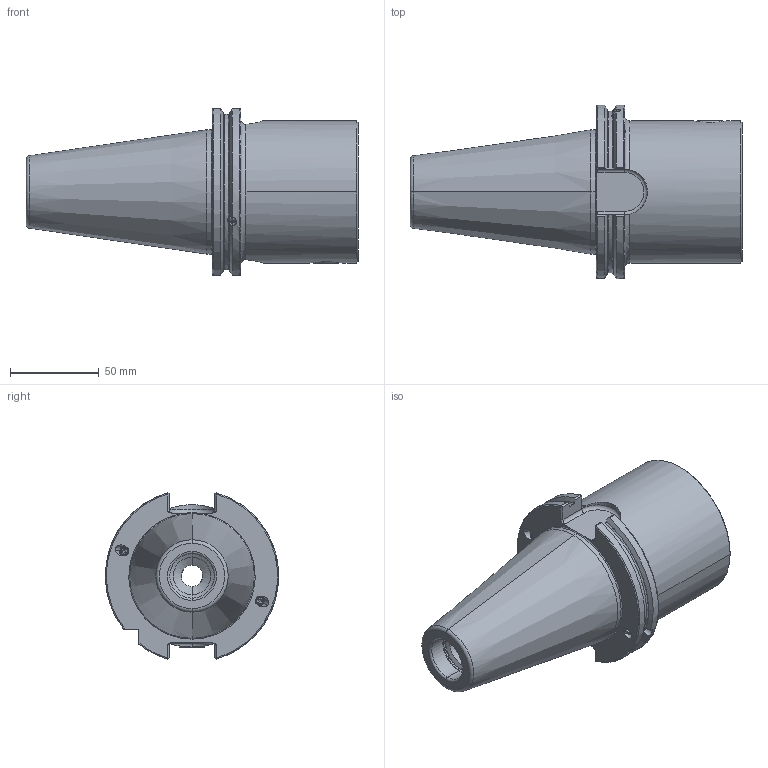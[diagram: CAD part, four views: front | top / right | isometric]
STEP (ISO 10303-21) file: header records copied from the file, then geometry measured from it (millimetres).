
FILE_DESCRIPTION (( 'STEP AP203' ), '1' );
FILE_NAME ('A14.450.080.085.STEP', '2024-08-16T07:25:18', ( '' ), ( '' ), 'SwSTEP 2.0', 'SolidWorks 2022', '' );
FILE_SCHEMA (( 'CONFIG_CONTROL_DESIGN' ));
Length unit declared in the file: millimetre
Products named in the file (5): WH8-ER1.001.029; A14.450.080.085; SB5-WH8.K01.085_C; ISO 4026 - M5 x 4_PreviewCfg; KVT_MB_600_050
Assembly tree (7 placements, depth 2):
  A14.450.080.085
    SB5-WH8.K01.085_C
    WH8-ER1.001.029  x2
    ISO 4026 - M5 x 4_PreviewCfg  x2
    KVT_MB_600_050  x2
Bounding box: 186.6 x 97.44 x 93.51 mm (x, y, z)
Volume: 620148.4 mm3; surface area: 70808.6 mm2
Topology: 9 solids, 9 shells, 313 faces, 755 edges, 449 vertices
Faces by surface type: cone 104, plane 86, cylinder 80, torus 39, sphere 4
Entity records: 8526 total; most frequent: CARTESIAN_POINT 2400, DIRECTION 1170, ORIENTED_EDGE 1170, EDGE_CURVE 585, AXIS2_PLACEMENT_3D 466, VERTEX_POINT 355, EDGE_LOOP 250, ADVANCED_FACE 238
